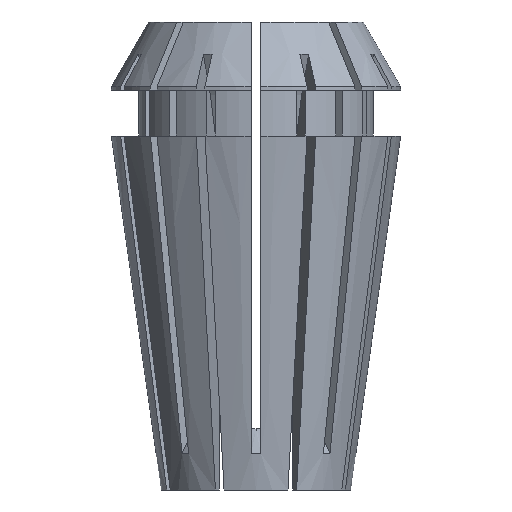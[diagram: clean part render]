
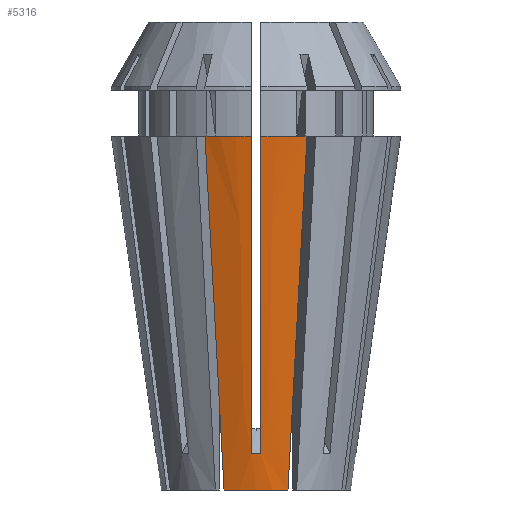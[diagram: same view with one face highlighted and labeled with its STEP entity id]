
A CAD part, left-side view. The second image highlights one B-rep face of the part: STEP entity #5316.
In plain terms, the highlighted conical face has half-angle 8 degrees and reference radius 5.577 mm.
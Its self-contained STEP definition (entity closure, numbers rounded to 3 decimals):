
#26 = B_SPLINE_CURVE_WITH_KNOTS ( 'NONE', 3,
 ( #341, #2765, #3597, #4864, #3962, #4805, #5210 ),
 .UNSPECIFIED., .F., .F.,
 ( 4, 3, 4 ),
 ( 0.033, 0.042, 0.052 ),
 .UNSPECIFIED. ) ;
#37 = CARTESIAN_POINT ( 'NONE',  ( 0., 0., 0. ) ) ;
#75 = CARTESIAN_POINT ( 'NONE',  ( -5.512, 1.986, 2.007 ) ) ;
#95 = CARTESIAN_POINT ( 'NONE',  ( -7.314, 2.732, 15.874 ) ) ;
#192 = ORIENTED_EDGE ( 'NONE', *, *, #2096, .T. ) ;
#258 = AXIS2_PLACEMENT_3D ( 'NONE', #1733, #4590, #2637 ) ;
#341 = CARTESIAN_POINT ( 'NONE',  ( -8.496, 0.275, 20.8 ) ) ;
#373 = ORIENTED_EDGE ( 'NONE', *, *, #2460, .T. ) ;
#385 = CARTESIAN_POINT ( 'NONE',  ( -7.188, -0.275, 11.5 ) ) ;
#493 = CARTESIAN_POINT ( 'NONE',  ( -6.034, 2.202, 6.022 ) ) ;
#511 = CARTESIAN_POINT ( 'NONE',  ( -6.674, 2.467, 10.948 ) ) ;
#580 = VERTEX_POINT ( 'NONE', #3898 ) ;
#584 = B_SPLINE_CURVE_WITH_KNOTS ( 'NONE', 3,
 ( #3006, #1405, #5085, #5178, #5067, #706, #1514 ),
 .UNSPECIFIED., .F., .F.,
 ( 4, 3, 4 ),
 ( 0., 0.015, 0.021 ),
 .UNSPECIFIED. ) ;
#612 = VERTEX_POINT ( 'NONE', #4410 ) ;
#668 = DIRECTION ( 'NONE',  ( 1., 0., 0. ) ) ;
#706 = CARTESIAN_POINT ( 'NONE',  ( -5.512, -1.986, 2.007 ) ) ;
#830 = CIRCLE ( 'NONE', #258, 8.5 ) ;
#1046 = ORIENTED_EDGE ( 'NONE', *, *, #3805, .F. ) ;
#1077 = CARTESIAN_POINT ( 'NONE',  ( -6.311, -0.275, 5.264 ) ) ;
#1138 = AXIS2_PLACEMENT_3D ( 'NONE', #4363, #1905, #668 ) ;
#1199 = DIRECTION ( 'NONE',  ( -1., 0., 0. ) ) ;
#1258 = VERTEX_POINT ( 'NONE', #3184 ) ;
#1287 = B_SPLINE_CURVE_WITH_KNOTS ( 'NONE', 3,
 ( #4738, #2692, #1573, #385, #4846, #1077, #3929 ),
 .UNSPECIFIED., .F., .F.,
 ( 4, 3, 4 ),
 ( 0.033, 0.042, 0.052 ),
 .UNSPECIFIED. ) ;
#1296 = CARTESIAN_POINT ( 'NONE',  ( -5.872, -0.275, 2.146 ) ) ;
#1344 = VERTEX_POINT ( 'NONE', #5246 ) ;
#1405 = CARTESIAN_POINT ( 'NONE',  ( -7.314, -2.732, 15.874 ) ) ;
#1514 = CARTESIAN_POINT ( 'NONE',  ( -5.252, -1.878, 0. ) ) ;
#1573 = CARTESIAN_POINT ( 'NONE',  ( -7.624, -0.275, 14.6 ) ) ;
#1667 = VERTEX_POINT ( 'NONE', #1296 ) ;
#1720 = CARTESIAN_POINT ( 'NONE',  ( -7.954, 2.997, 20.8 ) ) ;
#1729 = ORIENTED_EDGE ( 'NONE', *, *, #2164, .F. ) ;
#1731 = B_SPLINE_CURVE_WITH_KNOTS ( 'NONE', 3,
 ( #4916, #2443, #2868, #2473 ),
 .UNSPECIFIED., .F., .F.,
 ( 4, 4 ),
 ( 0., 0.001 ),
 .UNSPECIFIED. ) ;
#1733 = CARTESIAN_POINT ( 'NONE',  ( 0., 0., 20.8 ) ) ;
#1905 = DIRECTION ( 'NONE',  ( 0., 0., 1. ) ) ;
#1969 = EDGE_CURVE ( 'NONE', #2675, #1258, #830, .T. ) ;
#2096 = EDGE_CURVE ( 'NONE', #4125, #1344, #4321, .T. ) ;
#2117 = VERTEX_POINT ( 'NONE', #3183 ) ;
#2126 = CARTESIAN_POINT ( 'NONE',  ( -5.773, 2.094, 4.015 ) ) ;
#2164 = EDGE_CURVE ( 'NONE', #580, #1667, #1731, .T. ) ;
#2179 = ORIENTED_EDGE ( 'NONE', *, *, #4241, .T. ) ;
#2193 = FACE_OUTER_BOUND ( 'NONE', #4639, .T. ) ;
#2239 = EDGE_CURVE ( 'NONE', #2675, #2117, #584, .T. ) ;
#2443 = CARTESIAN_POINT ( 'NONE',  ( -5.879, 0.092, 2.135 ) ) ;
#2460 = EDGE_CURVE ( 'NONE', #1344, #612, #3462, .T. ) ;
#2473 = CARTESIAN_POINT ( 'NONE',  ( -5.872, -0.275, 2.146 ) ) ;
#2589 = CARTESIAN_POINT ( 'NONE',  ( -8.496, 0.275, 20.8 ) ) ;
#2637 = DIRECTION ( 'NONE',  ( -1., 0., 0. ) ) ;
#2675 = VERTEX_POINT ( 'NONE', #2757 ) ;
#2692 = CARTESIAN_POINT ( 'NONE',  ( -8.06, -0.275, 17.7 ) ) ;
#2757 = CARTESIAN_POINT ( 'NONE',  ( -7.954, -2.997, 20.8 ) ) ;
#2765 = CARTESIAN_POINT ( 'NONE',  ( -8.06, 0.275, 17.7 ) ) ;
#2868 = CARTESIAN_POINT ( 'NONE',  ( -5.879, -0.092, 2.135 ) ) ;
#3006 = CARTESIAN_POINT ( 'NONE',  ( -7.954, -2.997, 20.8 ) ) ;
#3183 = CARTESIAN_POINT ( 'NONE',  ( -5.252, -1.878, 0. ) ) ;
#3184 = CARTESIAN_POINT ( 'NONE',  ( -8.496, -0.275, 20.8 ) ) ;
#3301 = CIRCLE ( 'NONE', #5007, 5.577 ) ;
#3455 = ORIENTED_EDGE ( 'NONE', *, *, #1969, .T. ) ;
#3462 = B_SPLINE_CURVE_WITH_KNOTS ( 'NONE', 3,
 ( #1720, #95, #511, #493, #2126, #75, #4997 ),
 .UNSPECIFIED., .F., .F.,
 ( 4, 3, 4 ),
 ( 0., 0.015, 0.021 ),
 .UNSPECIFIED. ) ;
#3597 = CARTESIAN_POINT ( 'NONE',  ( -7.624, 0.275, 14.6 ) ) ;
#3805 = EDGE_CURVE ( 'NONE', #4125, #580, #26, .T. ) ;
#3898 = CARTESIAN_POINT ( 'NONE',  ( -5.872, 0.275, 2.146 ) ) ;
#3929 = CARTESIAN_POINT ( 'NONE',  ( -5.872, -0.275, 2.146 ) ) ;
#3962 = CARTESIAN_POINT ( 'NONE',  ( -6.75, 0.275, 8.382 ) ) ;
#3970 = CARTESIAN_POINT ( 'NONE',  ( 0., 0., 20.8 ) ) ;
#4125 = VERTEX_POINT ( 'NONE', #2589 ) ;
#4168 = AXIS2_PLACEMENT_3D ( 'NONE', #3970, #4397, #4813 ) ;
#4241 = EDGE_CURVE ( 'NONE', #1258, #1667, #1287, .T. ) ;
#4321 = CIRCLE ( 'NONE', #4168, 8.5 ) ;
#4363 = CARTESIAN_POINT ( 'NONE',  ( 0., 0., 0. ) ) ;
#4397 = DIRECTION ( 'NONE',  ( 0., 0., -1. ) ) ;
#4410 = CARTESIAN_POINT ( 'NONE',  ( -5.252, 1.878, 0. ) ) ;
#4545 = ORIENTED_EDGE ( 'NONE', *, *, #4585, .F. ) ;
#4556 = CONICAL_SURFACE ( 'NONE', #1138, 5.577, 0.14 ) ;
#4585 = EDGE_CURVE ( 'NONE', #2117, #612, #3301, .T. ) ;
#4590 = DIRECTION ( 'NONE',  ( 0., 0., -1. ) ) ;
#4639 = EDGE_LOOP ( 'NONE', ( #192, #373, #4545, #5301, #3455, #2179, #1729, #1046 ) ) ;
#4738 = CARTESIAN_POINT ( 'NONE',  ( -8.496, -0.275, 20.8 ) ) ;
#4805 = CARTESIAN_POINT ( 'NONE',  ( -6.311, 0.275, 5.264 ) ) ;
#4813 = DIRECTION ( 'NONE',  ( -1., 0., 0. ) ) ;
#4846 = CARTESIAN_POINT ( 'NONE',  ( -6.75, -0.275, 8.382 ) ) ;
#4864 = CARTESIAN_POINT ( 'NONE',  ( -7.188, 0.275, 11.5 ) ) ;
#4916 = CARTESIAN_POINT ( 'NONE',  ( -5.872, 0.275, 2.146 ) ) ;
#4997 = CARTESIAN_POINT ( 'NONE',  ( -5.252, 1.878, 0. ) ) ;
#5007 = AXIS2_PLACEMENT_3D ( 'NONE', #37, #5306, #1199 ) ;
#5067 = CARTESIAN_POINT ( 'NONE',  ( -5.773, -2.094, 4.015 ) ) ;
#5085 = CARTESIAN_POINT ( 'NONE',  ( -6.674, -2.467, 10.948 ) ) ;
#5178 = CARTESIAN_POINT ( 'NONE',  ( -6.034, -2.202, 6.022 ) ) ;
#5210 = CARTESIAN_POINT ( 'NONE',  ( -5.872, 0.275, 2.146 ) ) ;
#5246 = CARTESIAN_POINT ( 'NONE',  ( -7.954, 2.997, 20.8 ) ) ;
#5301 = ORIENTED_EDGE ( 'NONE', *, *, #2239, .F. ) ;
#5306 = DIRECTION ( 'NONE',  ( 0., 0., -1. ) ) ;
#5316 = ADVANCED_FACE ( 'NONE', ( #2193 ), #4556, .T. ) ;
